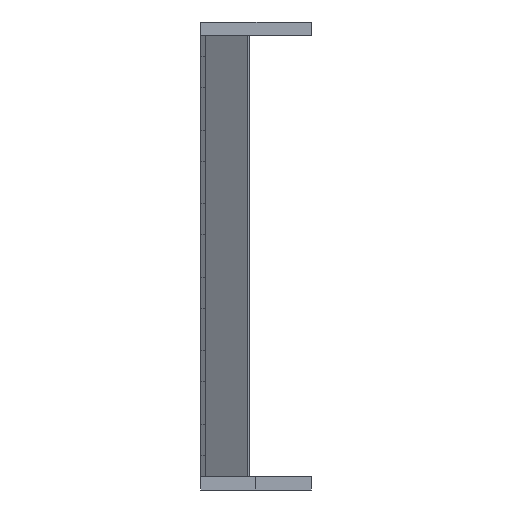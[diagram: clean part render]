
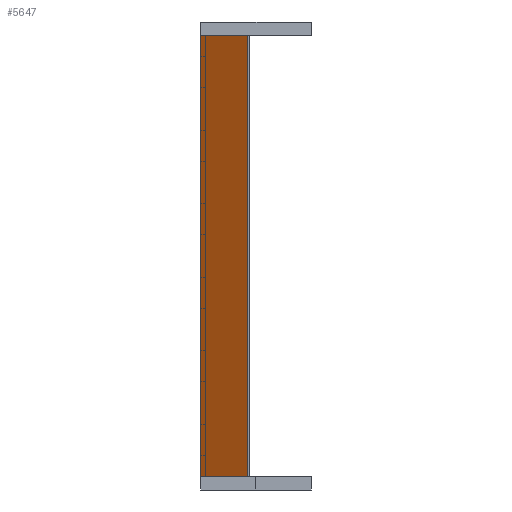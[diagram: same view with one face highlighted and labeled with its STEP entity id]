
A CAD part, left-side view. The second image highlights one B-rep face of the part: STEP entity #5647.
In plain terms, the highlighted planar face has unit normal (-0.829, 0.559, 0).
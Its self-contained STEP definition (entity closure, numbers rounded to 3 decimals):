
#187 = PLANE ( 'NONE',  #8653 ) ;
#203 = EDGE_CURVE ( 'NONE', #1915, #7200, #7180, .T. ) ;
#259 = LINE ( 'NONE', #3682, #6980 ) ;
#488 = DIRECTION ( 'NONE',  ( 0., 0., 1. ) ) ;
#684 = VECTOR ( 'NONE', #4372, 1000. ) ;
#795 = EDGE_CURVE ( 'NONE', #5525, #1915, #259, .T. ) ;
#806 = CARTESIAN_POINT ( 'NONE',  ( -13.96, 1., -100. ) ) ;
#857 = FACE_OUTER_BOUND ( 'NONE', #3229, .T. ) ;
#1039 = CARTESIAN_POINT ( 'NONE',  ( -21.052, -9.515, 0. ) ) ;
#1134 = EDGE_CURVE ( 'NONE', #7087, #3884, #4237, .T. ) ;
#1269 = VECTOR ( 'NONE', #3923, 1000. ) ;
#1482 = EDGE_CURVE ( 'NONE', #5525, #7087, #7079, .T. ) ;
#1915 = VERTEX_POINT ( 'NONE', #2898 ) ;
#2613 = ORIENTED_EDGE ( 'NONE', *, *, #795, .F. ) ;
#2748 = ORIENTED_EDGE ( 'NONE', *, *, #1482, .T. ) ;
#2874 = DIRECTION ( 'NONE',  ( 0., 0., -1. ) ) ;
#2898 = CARTESIAN_POINT ( 'NONE',  ( -14.852, -0.322, -100. ) ) ;
#3144 = CARTESIAN_POINT ( 'NONE',  ( -14.852, -0.322, 0. ) ) ;
#3216 = CARTESIAN_POINT ( 'NONE',  ( -14.852, -0.322, 0. ) ) ;
#3229 = EDGE_LOOP ( 'NONE', ( #5604, #6889, #8189, #4641, #2613, #2748 ) ) ;
#3487 = VECTOR ( 'NONE', #4297, 1000. ) ;
#3682 = CARTESIAN_POINT ( 'NONE',  ( -21.052, -9.515, -100. ) ) ;
#3716 = LINE ( 'NONE', #8551, #8679 ) ;
#3884 = VERTEX_POINT ( 'NONE', #3144 ) ;
#3918 = VERTEX_POINT ( 'NONE', #6543 ) ;
#3923 = DIRECTION ( 'NONE',  ( 0.559, 0.829, 0. ) ) ;
#4125 = CARTESIAN_POINT ( 'NONE',  ( -21.052, -9.515, -100. ) ) ;
#4237 = LINE ( 'NONE', #1039, #684 ) ;
#4297 = DIRECTION ( 'NONE',  ( 0., 0., 1. ) ) ;
#4372 = DIRECTION ( 'NONE',  ( 0.559, 0.829, 0. ) ) ;
#4593 = EDGE_CURVE ( 'NONE', #7200, #3918, #3716, .T. ) ;
#4641 = ORIENTED_EDGE ( 'NONE', *, *, #203, .F. ) ;
#4821 = LINE ( 'NONE', #3216, #1269 ) ;
#4870 = CARTESIAN_POINT ( 'NONE',  ( -21.052, -9.515, -100. ) ) ;
#5171 = VECTOR ( 'NONE', #6956, 1000. ) ;
#5525 = VERTEX_POINT ( 'NONE', #5878 ) ;
#5604 = ORIENTED_EDGE ( 'NONE', *, *, #1134, .T. ) ;
#5647 = ADVANCED_FACE ( 'NONE', ( #857 ), #187, .F. ) ;
#5668 = DIRECTION ( 'NONE',  ( 0.559, 0.829, 0. ) ) ;
#5878 = CARTESIAN_POINT ( 'NONE',  ( -21.052, -9.515, -100. ) ) ;
#5952 = EDGE_CURVE ( 'NONE', #3884, #3918, #4821, .T. ) ;
#6543 = CARTESIAN_POINT ( 'NONE',  ( -13.96, 1., 0. ) ) ;
#6714 = CARTESIAN_POINT ( 'NONE',  ( -21.052, -9.515, 0. ) ) ;
#6889 = ORIENTED_EDGE ( 'NONE', *, *, #5952, .T. ) ;
#6901 = DIRECTION ( 'NONE',  ( 0.829, -0.559, 0. ) ) ;
#6956 = DIRECTION ( 'NONE',  ( 0.559, 0.829, 0. ) ) ;
#6980 = VECTOR ( 'NONE', #5668, 1000. ) ;
#7079 = LINE ( 'NONE', #7656, #3487 ) ;
#7087 = VERTEX_POINT ( 'NONE', #6714 ) ;
#7180 = LINE ( 'NONE', #4125, #5171 ) ;
#7200 = VERTEX_POINT ( 'NONE', #806 ) ;
#7656 = CARTESIAN_POINT ( 'NONE',  ( -21.052, -9.515, -100. ) ) ;
#8189 = ORIENTED_EDGE ( 'NONE', *, *, #4593, .F. ) ;
#8551 = CARTESIAN_POINT ( 'NONE',  ( -13.96, 1., -100. ) ) ;
#8653 = AXIS2_PLACEMENT_3D ( 'NONE', #4870, #6901, #2874 ) ;
#8679 = VECTOR ( 'NONE', #488, 1000. ) ;
